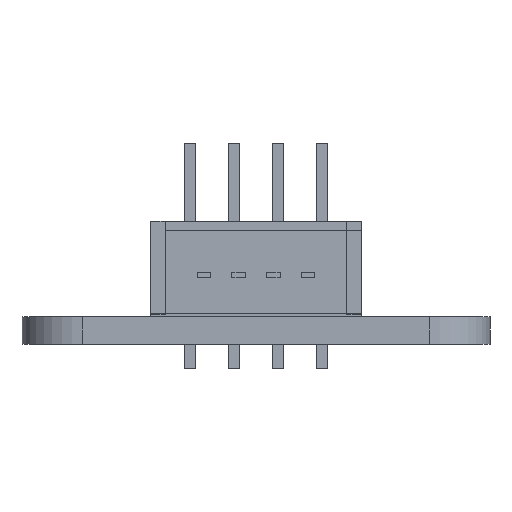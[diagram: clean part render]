
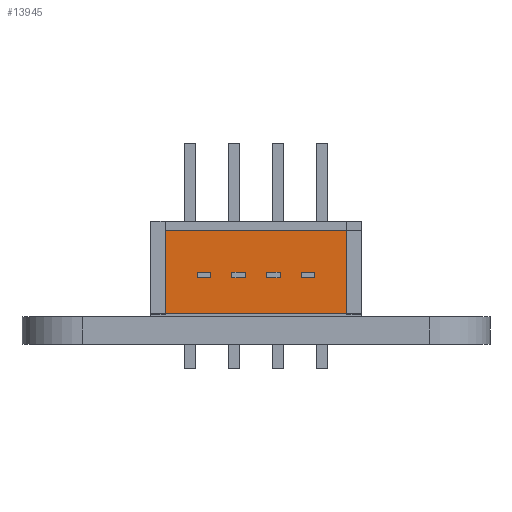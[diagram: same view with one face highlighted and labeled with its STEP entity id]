
A CAD part, left-side view. The second image highlights one B-rep face of the part: STEP entity #13945.
In plain terms, the highlighted planar face has unit normal (-1, 0, 0).
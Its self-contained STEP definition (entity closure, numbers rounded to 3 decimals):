
#13682 = EDGE_CURVE('',#13683,#13685,#13687,.T.);
#13683 = VERTEX_POINT('',#13684);
#13684 = CARTESIAN_POINT('',(-0.076,5.232,0.));
#13685 = VERTEX_POINT('',#13686);
#13686 = CARTESIAN_POINT('',(-0.076,5.232,4.9));
#13687 = SURFACE_CURVE('',#13688,(#13692,#13704),.PCURVE_S1.);
#13688 = LINE('',#13689,#13690);
#13689 = CARTESIAN_POINT('',(-0.076,5.232,0.));
#13690 = VECTOR('',#13691,1.);
#13691 = DIRECTION('',(0.,0.,1.));
#13692 = PCURVE('',#13693,#13698);
#13693 = PLANE('',#13694);
#13694 = AXIS2_PLACEMENT_3D('',#13695,#13696,#13697);
#13695 = CARTESIAN_POINT('',(-0.076,5.232,0.));
#13696 = DIRECTION('',(0.,1.,0.));
#13697 = DIRECTION('',(1.,0.,0.));
#13698 = DEFINITIONAL_REPRESENTATION('',(#13699),#13703);
#13699 = LINE('',#13700,#13701);
#13700 = CARTESIAN_POINT('',(0.,0.));
#13701 = VECTOR('',#13702,1.);
#13702 = DIRECTION('',(0.,-1.));
#13703 = ( GEOMETRIC_REPRESENTATION_CONTEXT(2) 
PARAMETRIC_REPRESENTATION_CONTEXT() REPRESENTATION_CONTEXT('2D SPACE',''
  ) );
#13704 = PCURVE('',#13705,#13710);
#13705 = PLANE('',#13706);
#13706 = AXIS2_PLACEMENT_3D('',#13707,#13708,#13709);
#13707 = CARTESIAN_POINT('',(-0.076,-5.232,0.));
#13708 = DIRECTION('',(-1.,0.,0.));
#13709 = DIRECTION('',(0.,1.,0.));
#13710 = DEFINITIONAL_REPRESENTATION('',(#13711),#13715);
#13711 = LINE('',#13712,#13713);
#13712 = CARTESIAN_POINT('',(10.465,0.));
#13713 = VECTOR('',#13714,1.);
#13714 = DIRECTION('',(0.,-1.));
#13715 = ( GEOMETRIC_REPRESENTATION_CONTEXT(2) 
PARAMETRIC_REPRESENTATION_CONTEXT() REPRESENTATION_CONTEXT('2D SPACE',''
  ) );
#13733 = PLANE('',#13734);
#13734 = AXIS2_PLACEMENT_3D('',#13735,#13736,#13737);
#13735 = CARTESIAN_POINT('',(-0.076,5.232,4.9));
#13736 = DIRECTION('',(0.,0.,1.));
#13737 = DIRECTION('',(1.,0.,0.));
#13787 = PLANE('',#13788);
#13788 = AXIS2_PLACEMENT_3D('',#13789,#13790,#13791);
#13789 = CARTESIAN_POINT('',(-0.076,5.232,0.));
#13790 = DIRECTION('',(0.,0.,1.));
#13791 = DIRECTION('',(1.,0.,0.));
#13842 = PLANE('',#13843);
#13843 = AXIS2_PLACEMENT_3D('',#13844,#13845,#13846);
#13844 = CARTESIAN_POINT('',(0.076,-5.232,0.));
#13845 = DIRECTION('',(0.,-1.,0.));
#13846 = DIRECTION('',(-1.,0.,0.));
#13880 = VERTEX_POINT('',#13881);
#13881 = CARTESIAN_POINT('',(-0.076,-5.232,4.9));
#13902 = EDGE_CURVE('',#13903,#13880,#13905,.T.);
#13903 = VERTEX_POINT('',#13904);
#13904 = CARTESIAN_POINT('',(-0.076,-5.232,0.));
#13905 = SURFACE_CURVE('',#13906,(#13910,#13917),.PCURVE_S1.);
#13906 = LINE('',#13907,#13908);
#13907 = CARTESIAN_POINT('',(-0.076,-5.232,0.));
#13908 = VECTOR('',#13909,1.);
#13909 = DIRECTION('',(0.,0.,1.));
#13910 = PCURVE('',#13842,#13911);
#13911 = DEFINITIONAL_REPRESENTATION('',(#13912),#13916);
#13912 = LINE('',#13913,#13914);
#13913 = CARTESIAN_POINT('',(0.152,0.));
#13914 = VECTOR('',#13915,1.);
#13915 = DIRECTION('',(0.,-1.));
#13916 = ( GEOMETRIC_REPRESENTATION_CONTEXT(2) 
PARAMETRIC_REPRESENTATION_CONTEXT() REPRESENTATION_CONTEXT('2D SPACE',''
  ) );
#13917 = PCURVE('',#13705,#13918);
#13918 = DEFINITIONAL_REPRESENTATION('',(#13919),#13923);
#13919 = LINE('',#13920,#13921);
#13920 = CARTESIAN_POINT('',(0.,0.));
#13921 = VECTOR('',#13922,1.);
#13922 = DIRECTION('',(0.,-1.));
#13923 = ( GEOMETRIC_REPRESENTATION_CONTEXT(2) 
PARAMETRIC_REPRESENTATION_CONTEXT() REPRESENTATION_CONTEXT('2D SPACE',''
  ) );
#13945 = ADVANCED_FACE('',(#13946),#13705,.T.);
#13946 = FACE_BOUND('',#13947,.T.);
#13947 = EDGE_LOOP('',(#13948,#13949,#13970,#13971));
#13948 = ORIENTED_EDGE('',*,*,#13902,.T.);
#13949 = ORIENTED_EDGE('',*,*,#13950,.T.);
#13950 = EDGE_CURVE('',#13880,#13685,#13951,.T.);
#13951 = SURFACE_CURVE('',#13952,(#13956,#13963),.PCURVE_S1.);
#13952 = LINE('',#13953,#13954);
#13953 = CARTESIAN_POINT('',(-0.076,-5.232,4.9));
#13954 = VECTOR('',#13955,1.);
#13955 = DIRECTION('',(0.,1.,0.));
#13956 = PCURVE('',#13705,#13957);
#13957 = DEFINITIONAL_REPRESENTATION('',(#13958),#13962);
#13958 = LINE('',#13959,#13960);
#13959 = CARTESIAN_POINT('',(0.,-4.9));
#13960 = VECTOR('',#13961,1.);
#13961 = DIRECTION('',(1.,0.));
#13962 = ( GEOMETRIC_REPRESENTATION_CONTEXT(2) 
PARAMETRIC_REPRESENTATION_CONTEXT() REPRESENTATION_CONTEXT('2D SPACE',''
  ) );
#13963 = PCURVE('',#13733,#13964);
#13964 = DEFINITIONAL_REPRESENTATION('',(#13965),#13969);
#13965 = LINE('',#13966,#13967);
#13966 = CARTESIAN_POINT('',(0.,-10.465));
#13967 = VECTOR('',#13968,1.);
#13968 = DIRECTION('',(0.,1.));
#13969 = ( GEOMETRIC_REPRESENTATION_CONTEXT(2) 
PARAMETRIC_REPRESENTATION_CONTEXT() REPRESENTATION_CONTEXT('2D SPACE',''
  ) );
#13970 = ORIENTED_EDGE('',*,*,#13682,.F.);
#13971 = ORIENTED_EDGE('',*,*,#13972,.F.);
#13972 = EDGE_CURVE('',#13903,#13683,#13973,.T.);
#13973 = SURFACE_CURVE('',#13974,(#13978,#13985),.PCURVE_S1.);
#13974 = LINE('',#13975,#13976);
#13975 = CARTESIAN_POINT('',(-0.076,-5.232,0.));
#13976 = VECTOR('',#13977,1.);
#13977 = DIRECTION('',(0.,1.,0.));
#13978 = PCURVE('',#13705,#13979);
#13979 = DEFINITIONAL_REPRESENTATION('',(#13980),#13984);
#13980 = LINE('',#13981,#13982);
#13981 = CARTESIAN_POINT('',(0.,0.));
#13982 = VECTOR('',#13983,1.);
#13983 = DIRECTION('',(1.,0.));
#13984 = ( GEOMETRIC_REPRESENTATION_CONTEXT(2) 
PARAMETRIC_REPRESENTATION_CONTEXT() REPRESENTATION_CONTEXT('2D SPACE',''
  ) );
#13985 = PCURVE('',#13787,#13986);
#13986 = DEFINITIONAL_REPRESENTATION('',(#13987),#13991);
#13987 = LINE('',#13988,#13989);
#13988 = CARTESIAN_POINT('',(0.,-10.465));
#13989 = VECTOR('',#13990,1.);
#13990 = DIRECTION('',(0.,1.));
#13991 = ( GEOMETRIC_REPRESENTATION_CONTEXT(2) 
PARAMETRIC_REPRESENTATION_CONTEXT() REPRESENTATION_CONTEXT('2D SPACE',''
  ) );
